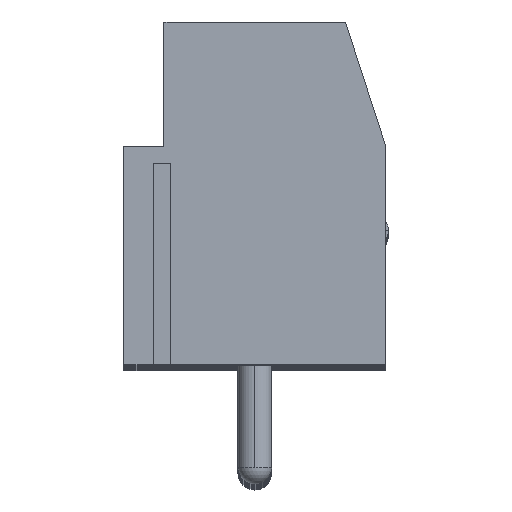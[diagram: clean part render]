
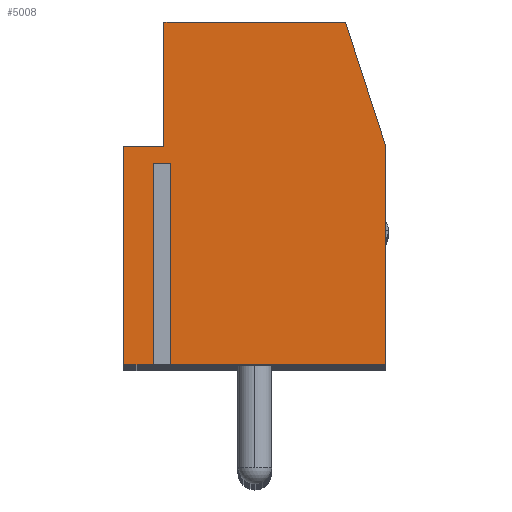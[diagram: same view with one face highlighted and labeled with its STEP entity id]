
A CAD part, top view. The second image highlights one B-rep face of the part: STEP entity #5008.
In plain terms, the highlighted planar face has unit normal (0, 0, 1).
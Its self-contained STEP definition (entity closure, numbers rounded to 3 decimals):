
#96 = CARTESIAN_POINT ( 'NONE',  ( 3.9, 1.4, 0. ) ) ;
#97 = DIRECTION ( 'NONE',  ( 0., 1., 0. ) ) ;
#174 = VECTOR ( 'NONE', #1246, 1000. ) ;
#185 = CARTESIAN_POINT ( 'NONE',  ( -2.61, -9.1, 0. ) ) ;
#246 = CARTESIAN_POINT ( 'NONE',  ( 3.9, 0., 0. ) ) ;
#278 = VERTEX_POINT ( 'NONE', #6045 ) ;
#393 = ORIENTED_EDGE ( 'NONE', *, *, #2080, .F. ) ;
#398 = CARTESIAN_POINT ( 'NONE',  ( -2.7, 1.4, 0. ) ) ;
#437 = VERTEX_POINT ( 'NONE', #4308 ) ;
#559 = VECTOR ( 'NONE', #1768, 1000. ) ;
#747 = CARTESIAN_POINT ( 'NONE',  ( -3.9, 0., 0. ) ) ;
#1014 = VECTOR ( 'NONE', #3637, 1000. ) ;
#1097 = LINE ( 'NONE', #5847, #1927 ) ;
#1111 = VERTEX_POINT ( 'NONE', #398 ) ;
#1155 = DIRECTION ( 'NONE',  ( 1., 0., 0. ) ) ;
#1178 = EDGE_CURVE ( 'NONE', #3485, #3832, #5514, .T. ) ;
#1244 = VERTEX_POINT ( 'NONE', #3324 ) ;
#1246 = DIRECTION ( 'NONE',  ( 0., -1., 0. ) ) ;
#1266 = LINE ( 'NONE', #1563, #2552 ) ;
#1331 = ORIENTED_EDGE ( 'NONE', *, *, #3827, .F. ) ;
#1456 = PLANE ( 'NONE',  #1575 ) ;
#1482 = LINE ( 'NONE', #246, #174 ) ;
#1489 = VECTOR ( 'NONE', #5621, 1000. ) ;
#1524 = VERTEX_POINT ( 'NONE', #4421 ) ;
#1526 = VERTEX_POINT ( 'NONE', #3860 ) ;
#1555 = CARTESIAN_POINT ( 'NONE',  ( -2.61, 0.9, 0. ) ) ;
#1563 = CARTESIAN_POINT ( 'NONE',  ( 0., 5.1, 0. ) ) ;
#1575 = AXIS2_PLACEMENT_3D ( 'NONE', #5241, #5696, #2902 ) ;
#1729 = VERTEX_POINT ( 'NONE', #2763 ) ;
#1752 = DIRECTION ( 'NONE',  ( 0., 1., 0. ) ) ;
#1768 = DIRECTION ( 'NONE',  ( 0., -1., 0. ) ) ;
#1771 = ORIENTED_EDGE ( 'NONE', *, *, #2832, .F. ) ;
#1838 = ORIENTED_EDGE ( 'NONE', *, *, #5343, .T. ) ;
#1865 = LINE ( 'NONE', #4607, #559 ) ;
#1927 = VECTOR ( 'NONE', #5389, 1000. ) ;
#2037 = DIRECTION ( 'NONE',  ( 1., 0., 0. ) ) ;
#2080 = EDGE_CURVE ( 'NONE', #1526, #2402, #2802, .T. ) ;
#2402 = VERTEX_POINT ( 'NONE', #1555 ) ;
#2413 = VECTOR ( 'NONE', #97, 1000. ) ;
#2436 = CARTESIAN_POINT ( 'NONE',  ( 3.94, 1.278, 0. ) ) ;
#2463 = FACE_OUTER_BOUND ( 'NONE', #2638, .T. ) ;
#2552 = VECTOR ( 'NONE', #2037, 1000. ) ;
#2587 = ORIENTED_EDGE ( 'NONE', *, *, #5737, .T. ) ;
#2638 = EDGE_LOOP ( 'NONE', ( #2884, #3945, #1771, #393, #3873, #1331, #3115, #3635, #2654, #2587, #1838 ) ) ;
#2654 = ORIENTED_EDGE ( 'NONE', *, *, #5401, .T. ) ;
#2691 = CARTESIAN_POINT ( 'NONE',  ( 2.7, 5.1, 0. ) ) ;
#2763 = CARTESIAN_POINT ( 'NONE',  ( -2.89, 0.9, 0. ) ) ;
#2802 = LINE ( 'NONE', #185, #5158 ) ;
#2822 = CARTESIAN_POINT ( 'NONE',  ( 0., -5.1, 0. ) ) ;
#2832 = EDGE_CURVE ( 'NONE', #2402, #1729, #2995, .T. ) ;
#2884 = ORIENTED_EDGE ( 'NONE', *, *, #3237, .T. ) ;
#2902 = DIRECTION ( 'NONE',  ( 1., 0., 0. ) ) ;
#2995 = LINE ( 'NONE', #3513, #4114 ) ;
#3050 = VECTOR ( 'NONE', #1155, 1000. ) ;
#3115 = ORIENTED_EDGE ( 'NONE', *, *, #1178, .T. ) ;
#3237 = EDGE_CURVE ( 'NONE', #278, #1244, #4038, .T. ) ;
#3324 = CARTESIAN_POINT ( 'NONE',  ( -2.89, -5.1, 0. ) ) ;
#3485 = VERTEX_POINT ( 'NONE', #96 ) ;
#3513 = CARTESIAN_POINT ( 'NONE',  ( -3., 0.9, 0. ) ) ;
#3598 = EDGE_CURVE ( 'NONE', #437, #3832, #1266, .T. ) ;
#3605 = EDGE_CURVE ( 'NONE', #1244, #1729, #3811, .T. ) ;
#3635 = ORIENTED_EDGE ( 'NONE', *, *, #3598, .F. ) ;
#3637 = DIRECTION ( 'NONE',  ( 0., -1., 0. ) ) ;
#3811 = LINE ( 'NONE', #4869, #2413 ) ;
#3827 = EDGE_CURVE ( 'NONE', #3485, #3918, #1482, .T. ) ;
#3832 = VERTEX_POINT ( 'NONE', #2691 ) ;
#3860 = CARTESIAN_POINT ( 'NONE',  ( -2.61, -5.1, 0. ) ) ;
#3873 = ORIENTED_EDGE ( 'NONE', *, *, #5759, .T. ) ;
#3918 = VERTEX_POINT ( 'NONE', #4649 ) ;
#3945 = ORIENTED_EDGE ( 'NONE', *, *, #3605, .T. ) ;
#4038 = LINE ( 'NONE', #2822, #1489 ) ;
#4055 = DIRECTION ( 'NONE',  ( -0.309, 0.951, 0. ) ) ;
#4114 = VECTOR ( 'NONE', #4396, 1000. ) ;
#4308 = CARTESIAN_POINT ( 'NONE',  ( -2.7, 5.1, 0. ) ) ;
#4396 = DIRECTION ( 'NONE',  ( -1., 0., 0. ) ) ;
#4421 = CARTESIAN_POINT ( 'NONE',  ( -3.9, 1.4, 0. ) ) ;
#4485 = CARTESIAN_POINT ( 'NONE',  ( 0., -5.1, 0. ) ) ;
#4607 = CARTESIAN_POINT ( 'NONE',  ( -2.7, 0., 0. ) ) ;
#4649 = CARTESIAN_POINT ( 'NONE',  ( 3.9, -5.1, 0. ) ) ;
#4869 = CARTESIAN_POINT ( 'NONE',  ( -2.89, -9.1, 0. ) ) ;
#5008 = ADVANCED_FACE ( 'NONE', ( #2463 ), #1456, .T. ) ;
#5158 = VECTOR ( 'NONE', #1752, 1000. ) ;
#5241 = CARTESIAN_POINT ( 'NONE',  ( 0., 0., 0. ) ) ;
#5343 = EDGE_CURVE ( 'NONE', #1524, #278, #5888, .T. ) ;
#5371 = VECTOR ( 'NONE', #4055, 1000. ) ;
#5389 = DIRECTION ( 'NONE',  ( -1., 0., 0. ) ) ;
#5401 = EDGE_CURVE ( 'NONE', #437, #1111, #1865, .T. ) ;
#5514 = LINE ( 'NONE', #2436, #5371 ) ;
#5531 = LINE ( 'NONE', #4485, #3050 ) ;
#5621 = DIRECTION ( 'NONE',  ( 1., 0., 0. ) ) ;
#5696 = DIRECTION ( 'NONE',  ( 0., 0., 1. ) ) ;
#5737 = EDGE_CURVE ( 'NONE', #1111, #1524, #1097, .T. ) ;
#5759 = EDGE_CURVE ( 'NONE', #1526, #3918, #5531, .T. ) ;
#5847 = CARTESIAN_POINT ( 'NONE',  ( 0., 1.4, 0. ) ) ;
#5888 = LINE ( 'NONE', #747, #1014 ) ;
#6045 = CARTESIAN_POINT ( 'NONE',  ( -3.9, -5.1, 0. ) ) ;
